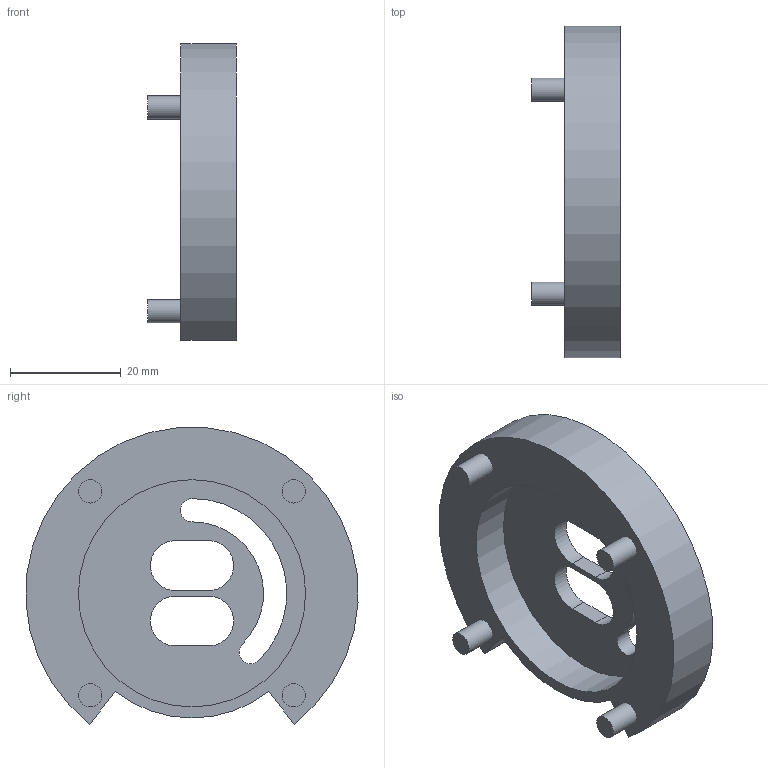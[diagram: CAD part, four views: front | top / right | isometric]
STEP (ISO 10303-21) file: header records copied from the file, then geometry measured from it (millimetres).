
FILE_DESCRIPTION(/* description */ (''),/* implementation_level */ '2;1');
FILE_NAME(/* name */ 'Sujecion potenciometro.stp',/* time_stamp */ '2025-11-12T15:06:46-06:00',/* author */ ('mauri'),/* organization */ (''),/* preprocessor_version */ 'ST-DEVELOPER v20',/* originating_system */ 'Autodesk Inventor 2025',/* authorisation */ '');
FILE_SCHEMA (('AUTOMOTIVE_DESIGN { 1 0 10303 214 3 1 1 }'));
Length unit declared in the file: millimetre
Products named in the file (1): Sujecion potenciometro
Bounding box: 16 x 59.92 x 53.53 mm (x, y, z)
Volume: 15560.7 mm3; surface area: 7984.5 mm2
Topology: 1 solids, 1 shells, 28 faces, 63 edges, 42 vertices
Faces by surface type: cylinder 15, plane 13
Full cylindrical faces by diameter (mm): 4.2 x4, 41 x1
Entity records: 852 total; most frequent: DIRECTION 151, CARTESIAN_POINT 134, ORIENTED_EDGE 126, EDGE_CURVE 63, AXIS2_PLACEMENT_3D 59, VERTEX_POINT 42, EDGE_LOOP 39, LINE 33
